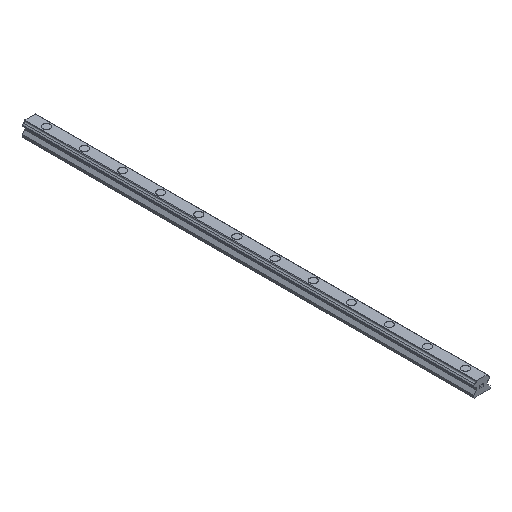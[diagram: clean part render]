
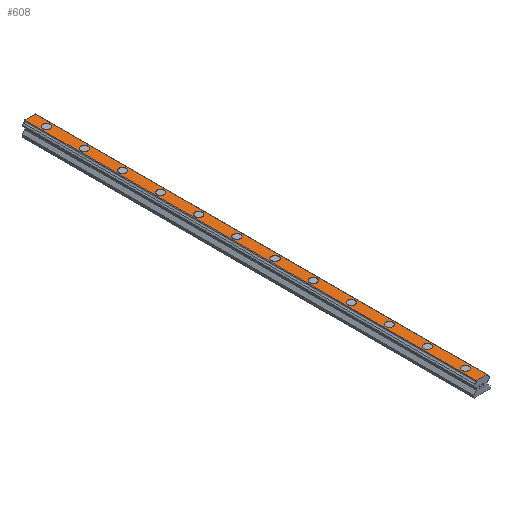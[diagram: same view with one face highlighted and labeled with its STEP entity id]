
A CAD part, isometric view. The second image highlights one B-rep face of the part: STEP entity #608.
In plain terms, the highlighted planar face has unit normal (0, 0, 1).
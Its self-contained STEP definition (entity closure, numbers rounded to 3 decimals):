
#608=ADVANCED_FACE('',(#1253,#1254,#1255,#1256,#1257,#1258,#1259,#1260,#1261,#1262,#1263,#1264,#1265),#1266,.T.);
#1253=FACE_BOUND('',#1916,.T.);
#1254=FACE_BOUND('',#1917,.T.);
#1255=FACE_BOUND('',#1918,.T.);
#1256=FACE_BOUND('',#1919,.T.);
#1257=FACE_BOUND('',#1920,.T.);
#1258=FACE_BOUND('',#1921,.T.);
#1259=FACE_BOUND('',#1922,.T.);
#1260=FACE_BOUND('',#1923,.T.);
#1261=FACE_BOUND('',#1924,.T.);
#1262=FACE_BOUND('',#1925,.T.);
#1263=FACE_BOUND('',#1926,.T.);
#1264=FACE_BOUND('',#1927,.T.);
#1265=FACE_OUTER_BOUND('',#1928,.T.);
#1266=PLANE('',#1929);
#1916=EDGE_LOOP('',(#3624,#3625));
#1917=EDGE_LOOP('',(#3626,#3627));
#1918=EDGE_LOOP('',(#3628,#3629));
#1919=EDGE_LOOP('',(#3630,#3631));
#1920=EDGE_LOOP('',(#3632,#3633));
#1921=EDGE_LOOP('',(#3634,#3635));
#1922=EDGE_LOOP('',(#3636,#3637));
#1923=EDGE_LOOP('',(#3638,#3639));
#1924=EDGE_LOOP('',(#3640,#3641));
#1925=EDGE_LOOP('',(#3642,#3643));
#1926=EDGE_LOOP('',(#3644,#3645));
#1927=EDGE_LOOP('',(#3646,#3647));
#1928=EDGE_LOOP('',(#3648,#3649,#3650,#3651));
#1929=AXIS2_PLACEMENT_3D('',#3652,#3653,#3654);
#3624=ORIENTED_EDGE('',*,*,#3893,.T.);
#3625=ORIENTED_EDGE('',*,*,#4335,.T.);
#3626=ORIENTED_EDGE('',*,*,#3883,.T.);
#3627=ORIENTED_EDGE('',*,*,#4341,.T.);
#3628=ORIENTED_EDGE('',*,*,#3873,.T.);
#3629=ORIENTED_EDGE('',*,*,#4347,.T.);
#3630=ORIENTED_EDGE('',*,*,#3863,.T.);
#3631=ORIENTED_EDGE('',*,*,#4353,.T.);
#3632=ORIENTED_EDGE('',*,*,#3853,.T.);
#3633=ORIENTED_EDGE('',*,*,#4359,.T.);
#3634=ORIENTED_EDGE('',*,*,#3843,.T.);
#3635=ORIENTED_EDGE('',*,*,#4365,.T.);
#3636=ORIENTED_EDGE('',*,*,#3833,.T.);
#3637=ORIENTED_EDGE('',*,*,#4371,.T.);
#3638=ORIENTED_EDGE('',*,*,#3823,.T.);
#3639=ORIENTED_EDGE('',*,*,#4377,.T.);
#3640=ORIENTED_EDGE('',*,*,#3813,.T.);
#3641=ORIENTED_EDGE('',*,*,#4383,.T.);
#3642=ORIENTED_EDGE('',*,*,#3803,.T.);
#3643=ORIENTED_EDGE('',*,*,#4389,.T.);
#3644=ORIENTED_EDGE('',*,*,#3793,.T.);
#3645=ORIENTED_EDGE('',*,*,#4395,.T.);
#3646=ORIENTED_EDGE('',*,*,#3783,.T.);
#3647=ORIENTED_EDGE('',*,*,#4401,.T.);
#3648=ORIENTED_EDGE('',*,*,#4318,.T.);
#3649=ORIENTED_EDGE('',*,*,#4440,.F.);
#3650=ORIENTED_EDGE('',*,*,#4199,.T.);
#3651=ORIENTED_EDGE('',*,*,#4438,.T.);
#3652=CARTESIAN_POINT('',(7.2,1245.0,38.));
#3653=DIRECTION('',(0.0,0.0,1.0));
#3654=DIRECTION('',(-1.0,0.0,0.0));
#3783=EDGE_CURVE('',#4484,#4481,#4485,.T.);
#3793=EDGE_CURVE('',#4502,#4499,#4503,.T.);
#3803=EDGE_CURVE('',#4520,#4517,#4521,.T.);
#3813=EDGE_CURVE('',#4538,#4535,#4539,.T.);
#3823=EDGE_CURVE('',#4556,#4553,#4557,.T.);
#3833=EDGE_CURVE('',#4574,#4571,#4575,.T.);
#3843=EDGE_CURVE('',#4592,#4589,#4593,.T.);
#3853=EDGE_CURVE('',#4610,#4607,#4611,.T.);
#3863=EDGE_CURVE('',#4628,#4625,#4629,.T.);
#3873=EDGE_CURVE('',#4646,#4643,#4647,.T.);
#3883=EDGE_CURVE('',#4664,#4661,#4665,.T.);
#3893=EDGE_CURVE('',#4682,#4679,#4683,.T.);
#4199=EDGE_CURVE('',#5131,#5129,#5132,.T.);
#4318=EDGE_CURVE('',#5324,#5322,#5325,.T.);
#4335=EDGE_CURVE('',#4679,#4682,#5356,.T.);
#4341=EDGE_CURVE('',#4661,#4664,#5362,.T.);
#4347=EDGE_CURVE('',#4643,#4646,#5368,.T.);
#4353=EDGE_CURVE('',#4625,#4628,#5374,.T.);
#4359=EDGE_CURVE('',#4607,#4610,#5380,.T.);
#4365=EDGE_CURVE('',#4589,#4592,#5386,.T.);
#4371=EDGE_CURVE('',#4571,#4574,#5392,.T.);
#4377=EDGE_CURVE('',#4553,#4556,#5398,.T.);
#4383=EDGE_CURVE('',#4535,#4538,#5404,.T.);
#4389=EDGE_CURVE('',#4517,#4520,#5410,.T.);
#4395=EDGE_CURVE('',#4499,#4502,#5416,.T.);
#4401=EDGE_CURVE('',#4481,#4484,#5422,.T.);
#4438=EDGE_CURVE('',#5129,#5324,#5459,.T.);
#4440=EDGE_CURVE('',#5131,#5322,#5461,.T.);
#4481=VERTEX_POINT('',#5504);
#4484=VERTEX_POINT('',#5508);
#4485=CIRCLE('',#5509,10.0);
#4499=VERTEX_POINT('',#5526);
#4502=VERTEX_POINT('',#5530);
#4503=CIRCLE('',#5531,10.0);
#4517=VERTEX_POINT('',#5548);
#4520=VERTEX_POINT('',#5552);
#4521=CIRCLE('',#5553,10.0);
#4535=VERTEX_POINT('',#5570);
#4538=VERTEX_POINT('',#5574);
#4539=CIRCLE('',#5575,10.0);
#4553=VERTEX_POINT('',#5592);
#4556=VERTEX_POINT('',#5596);
#4557=CIRCLE('',#5597,10.0);
#4571=VERTEX_POINT('',#5614);
#4574=VERTEX_POINT('',#5618);
#4575=CIRCLE('',#5619,10.0);
#4589=VERTEX_POINT('',#5636);
#4592=VERTEX_POINT('',#5640);
#4593=CIRCLE('',#5641,10.0);
#4607=VERTEX_POINT('',#5658);
#4610=VERTEX_POINT('',#5662);
#4611=CIRCLE('',#5663,10.0);
#4625=VERTEX_POINT('',#5680);
#4628=VERTEX_POINT('',#5684);
#4629=CIRCLE('',#5685,10.0);
#4643=VERTEX_POINT('',#5702);
#4646=VERTEX_POINT('',#5706);
#4647=CIRCLE('',#5707,10.0);
#4661=VERTEX_POINT('',#5724);
#4664=VERTEX_POINT('',#5728);
#4665=CIRCLE('',#5729,10.0);
#4679=VERTEX_POINT('',#5746);
#4682=VERTEX_POINT('',#5750);
#4683=CIRCLE('',#5751,10.0);
#5129=VERTEX_POINT('',#6349);
#5131=VERTEX_POINT('',#6352);
#5132=LINE('',#6353,#6354);
#5322=VERTEX_POINT('',#6633);
#5324=VERTEX_POINT('',#6636);
#5325=LINE('',#6637,#6638);
#5356=CIRCLE('',#6682,10.0);
#5362=CIRCLE('',#6688,10.0);
#5368=CIRCLE('',#6694,10.0);
#5374=CIRCLE('',#6700,10.0);
#5380=CIRCLE('',#6706,10.0);
#5386=CIRCLE('',#6712,10.0);
#5392=CIRCLE('',#6718,10.0);
#5398=CIRCLE('',#6724,10.0);
#5404=CIRCLE('',#6730,10.0);
#5410=CIRCLE('',#6736,10.0);
#5416=CIRCLE('',#6742,10.0);
#5422=CIRCLE('',#6748,10.0);
#5459=LINE('',#6801,#6802);
#5461=LINE('',#6804,#6805);
#5504=CARTESIAN_POINT('',(10.0,45.0,38.));
#5508=CARTESIAN_POINT('',(-10.0,45.0,38.));
#5509=AXIS2_PLACEMENT_3D('',#6859,#6860,#6861);
#5526=CARTESIAN_POINT('',(10.0,150.0,38.));
#5530=CARTESIAN_POINT('',(-10.0,150.0,38.));
#5531=AXIS2_PLACEMENT_3D('',#6875,#6876,#6877);
#5548=CARTESIAN_POINT('',(10.0,255.0,38.));
#5552=CARTESIAN_POINT('',(-10.0,255.0,38.));
#5553=AXIS2_PLACEMENT_3D('',#6891,#6892,#6893);
#5570=CARTESIAN_POINT('',(10.0,360.0,38.));
#5574=CARTESIAN_POINT('',(-10.0,360.0,38.));
#5575=AXIS2_PLACEMENT_3D('',#6907,#6908,#6909);
#5592=CARTESIAN_POINT('',(10.0,465.0,38.));
#5596=CARTESIAN_POINT('',(-10.0,465.0,38.));
#5597=AXIS2_PLACEMENT_3D('',#6923,#6924,#6925);
#5614=CARTESIAN_POINT('',(10.0,570.0,38.));
#5618=CARTESIAN_POINT('',(-10.0,570.0,38.));
#5619=AXIS2_PLACEMENT_3D('',#6939,#6940,#6941);
#5636=CARTESIAN_POINT('',(10.0,675.0,38.));
#5640=CARTESIAN_POINT('',(-10.0,675.0,38.));
#5641=AXIS2_PLACEMENT_3D('',#6955,#6956,#6957);
#5658=CARTESIAN_POINT('',(10.0,780.0,38.));
#5662=CARTESIAN_POINT('',(-10.0,780.0,38.));
#5663=AXIS2_PLACEMENT_3D('',#6971,#6972,#6973);
#5680=CARTESIAN_POINT('',(10.0,885.0,38.));
#5684=CARTESIAN_POINT('',(-10.0,885.0,38.));
#5685=AXIS2_PLACEMENT_3D('',#6987,#6988,#6989);
#5702=CARTESIAN_POINT('',(10.0,990.0,38.));
#5706=CARTESIAN_POINT('',(-10.0,990.0,38.));
#5707=AXIS2_PLACEMENT_3D('',#7003,#7004,#7005);
#5724=CARTESIAN_POINT('',(10.0,1095.0,38.));
#5728=CARTESIAN_POINT('',(-10.0,1095.0,38.));
#5729=AXIS2_PLACEMENT_3D('',#7019,#7020,#7021);
#5746=CARTESIAN_POINT('',(10.0,1200.0,38.));
#5750=CARTESIAN_POINT('',(-10.0,1200.0,38.));
#5751=AXIS2_PLACEMENT_3D('',#7035,#7036,#7037);
#6349=CARTESIAN_POINT('',(-14.4,1245.0,38.));
#6352=CARTESIAN_POINT('',(14.4,1245.0,38.));
#6353=CARTESIAN_POINT('',(14.4,1245.0,38.));
#6354=VECTOR('',#7380,1.0);
#6633=CARTESIAN_POINT('',(14.4,0.0,38.));
#6636=CARTESIAN_POINT('',(-14.4,0.0,38.));
#6637=CARTESIAN_POINT('',(0.0,0.0,38.));
#6638=VECTOR('',#7483,1.0);
#6682=AXIS2_PLACEMENT_3D('',#7503,#7504,#7505);
#6688=AXIS2_PLACEMENT_3D('',#7512,#7513,#7514);
#6694=AXIS2_PLACEMENT_3D('',#7521,#7522,#7523);
#6700=AXIS2_PLACEMENT_3D('',#7530,#7531,#7532);
#6706=AXIS2_PLACEMENT_3D('',#7539,#7540,#7541);
#6712=AXIS2_PLACEMENT_3D('',#7548,#7549,#7550);
#6718=AXIS2_PLACEMENT_3D('',#7557,#7558,#7559);
#6724=AXIS2_PLACEMENT_3D('',#7566,#7567,#7568);
#6730=AXIS2_PLACEMENT_3D('',#7575,#7576,#7577);
#6736=AXIS2_PLACEMENT_3D('',#7584,#7585,#7586);
#6742=AXIS2_PLACEMENT_3D('',#7593,#7594,#7595);
#6748=AXIS2_PLACEMENT_3D('',#7602,#7603,#7604);
#6801=CARTESIAN_POINT('',(-14.4,1245.0,38.));
#6802=VECTOR('',#7627,1.0);
#6804=CARTESIAN_POINT('',(14.4,1245.0,38.));
#6805=VECTOR('',#7628,1.0);
#6859=CARTESIAN_POINT('',(0.0,45.0,38.));
#6860=DIRECTION('',(0.0,0.0,-1.0));
#6861=DIRECTION('',(1.0,0.0,0.0));
#6875=CARTESIAN_POINT('',(0.0,150.0,38.));
#6876=DIRECTION('',(0.0,0.0,-1.0));
#6877=DIRECTION('',(1.0,0.0,0.0));
#6891=CARTESIAN_POINT('',(0.0,255.0,38.));
#6892=DIRECTION('',(0.0,0.0,-1.0));
#6893=DIRECTION('',(1.0,0.0,0.0));
#6907=CARTESIAN_POINT('',(0.0,360.0,38.));
#6908=DIRECTION('',(0.0,0.0,-1.0));
#6909=DIRECTION('',(1.0,0.0,0.0));
#6923=CARTESIAN_POINT('',(0.0,465.0,38.));
#6924=DIRECTION('',(0.0,0.0,-1.0));
#6925=DIRECTION('',(1.0,0.0,0.0));
#6939=CARTESIAN_POINT('',(0.0,570.0,38.));
#6940=DIRECTION('',(0.0,0.0,-1.0));
#6941=DIRECTION('',(1.0,0.0,0.0));
#6955=CARTESIAN_POINT('',(0.0,675.0,38.));
#6956=DIRECTION('',(0.0,0.0,-1.0));
#6957=DIRECTION('',(1.0,0.0,0.0));
#6971=CARTESIAN_POINT('',(0.0,780.0,38.));
#6972=DIRECTION('',(0.0,0.0,-1.0));
#6973=DIRECTION('',(1.0,0.0,0.0));
#6987=CARTESIAN_POINT('',(0.0,885.0,38.));
#6988=DIRECTION('',(0.0,0.0,-1.0));
#6989=DIRECTION('',(1.0,0.0,0.0));
#7003=CARTESIAN_POINT('',(0.0,990.0,38.));
#7004=DIRECTION('',(0.0,0.0,-1.0));
#7005=DIRECTION('',(1.0,0.0,0.0));
#7019=CARTESIAN_POINT('',(0.0,1095.0,38.));
#7020=DIRECTION('',(0.0,0.0,-1.0));
#7021=DIRECTION('',(1.0,0.0,0.0));
#7035=CARTESIAN_POINT('',(0.0,1200.0,38.));
#7036=DIRECTION('',(0.0,0.0,-1.0));
#7037=DIRECTION('',(1.0,0.0,0.0));
#7380=DIRECTION('',(-1.0,0.0,0.0));
#7483=DIRECTION('',(1.0,0.0,0.0));
#7503=CARTESIAN_POINT('',(0.0,1200.0,38.));
#7504=DIRECTION('',(0.0,0.0,-1.0));
#7505=DIRECTION('',(1.0,0.0,0.0));
#7512=CARTESIAN_POINT('',(0.0,1095.0,38.));
#7513=DIRECTION('',(0.0,0.0,-1.0));
#7514=DIRECTION('',(1.0,0.0,0.0));
#7521=CARTESIAN_POINT('',(0.0,990.0,38.));
#7522=DIRECTION('',(0.0,0.0,-1.0));
#7523=DIRECTION('',(1.0,0.0,0.0));
#7530=CARTESIAN_POINT('',(0.0,885.0,38.));
#7531=DIRECTION('',(0.0,0.0,-1.0));
#7532=DIRECTION('',(1.0,0.0,0.0));
#7539=CARTESIAN_POINT('',(0.0,780.0,38.));
#7540=DIRECTION('',(0.0,0.0,-1.0));
#7541=DIRECTION('',(1.0,0.0,0.0));
#7548=CARTESIAN_POINT('',(0.0,675.0,38.));
#7549=DIRECTION('',(0.0,0.0,-1.0));
#7550=DIRECTION('',(1.0,0.0,0.0));
#7557=CARTESIAN_POINT('',(0.0,570.0,38.));
#7558=DIRECTION('',(0.0,0.0,-1.0));
#7559=DIRECTION('',(1.0,0.0,0.0));
#7566=CARTESIAN_POINT('',(0.0,465.0,38.));
#7567=DIRECTION('',(0.0,0.0,-1.0));
#7568=DIRECTION('',(1.0,0.0,0.0));
#7575=CARTESIAN_POINT('',(0.0,360.0,38.));
#7576=DIRECTION('',(0.0,0.0,-1.0));
#7577=DIRECTION('',(1.0,0.0,0.0));
#7584=CARTESIAN_POINT('',(0.0,255.0,38.));
#7585=DIRECTION('',(0.0,0.0,-1.0));
#7586=DIRECTION('',(1.0,0.0,0.0));
#7593=CARTESIAN_POINT('',(0.0,150.0,38.));
#7594=DIRECTION('',(0.0,0.0,-1.0));
#7595=DIRECTION('',(1.0,0.0,0.0));
#7602=CARTESIAN_POINT('',(0.0,45.0,38.));
#7603=DIRECTION('',(0.0,0.0,-1.0));
#7604=DIRECTION('',(1.0,0.0,0.0));
#7627=DIRECTION('',(0.0,-1.0,0.0));
#7628=DIRECTION('',(0.0,-1.0,0.0));
